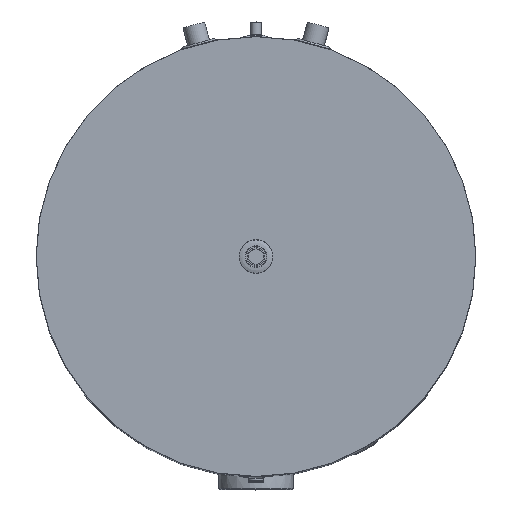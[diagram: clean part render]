
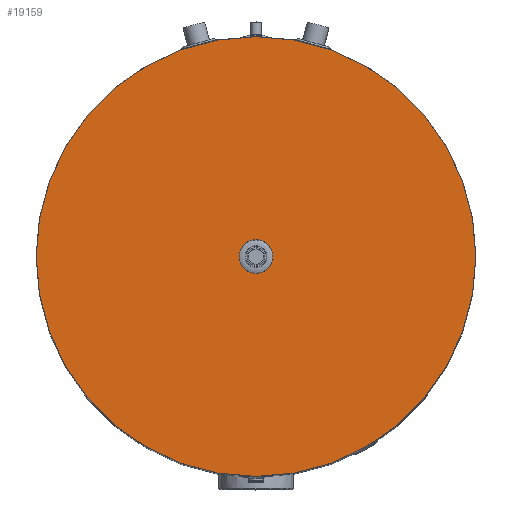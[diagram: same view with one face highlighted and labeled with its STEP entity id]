
A CAD part, top view. The second image highlights one B-rep face of the part: STEP entity #19159.
In plain terms, the highlighted planar face has unit normal (0, 0, 1).
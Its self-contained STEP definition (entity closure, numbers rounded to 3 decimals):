
#3570=PLANE('',#21412);
#4317=FACE_BOUND('',#7664,.T.);
#5625=FACE_OUTER_BOUND('',#7663,.T.);
#7663=EDGE_LOOP('',(#17203));
#7664=EDGE_LOOP('',(#17204));
#8753=CIRCLE('',#21407,41.);
#8754=CIRCLE('',#21409,870.5);
#10545=VERTEX_POINT('',#38141);
#10546=VERTEX_POINT('',#38144);
#12816=EDGE_CURVE('',#10545,#10545,#8753,.T.);
#12817=EDGE_CURVE('',#10546,#10546,#8754,.T.);
#17203=ORIENTED_EDGE('',*,*,#12817,.T.);
#17204=ORIENTED_EDGE('',*,*,#12816,.T.);
#19159=ADVANCED_FACE('',(#5625,#4317),#3570,.T.);
#21407=AXIS2_PLACEMENT_3D('',#38142,#26941,#26942);
#21409=AXIS2_PLACEMENT_3D('',#38145,#26945,#26946);
#21412=AXIS2_PLACEMENT_3D('',#38149,#26951,#26952);
#26941=DIRECTION('center_axis',(0.,0.,-1.));
#26942=DIRECTION('ref_axis',(-1.,0.,0.));
#26945=DIRECTION('center_axis',(0.,0.,1.));
#26946=DIRECTION('ref_axis',(-1.,0.,0.));
#26951=DIRECTION('center_axis',(0.,0.,1.));
#26952=DIRECTION('ref_axis',(1.,0.,0.));
#38141=CARTESIAN_POINT('',(41.,0.,2721.));
#38142=CARTESIAN_POINT('Origin',(0.,0.,2721.));
#38144=CARTESIAN_POINT('',(870.5,0.,2721.));
#38145=CARTESIAN_POINT('Origin',(0.,0.,2721.));
#38149=CARTESIAN_POINT('Origin',(0.,0.,
2721.));
